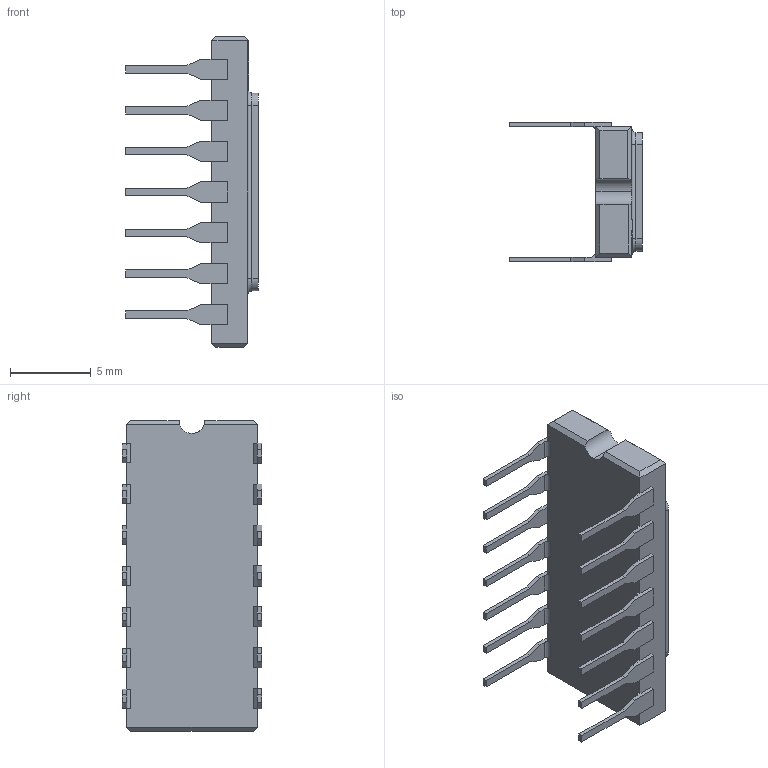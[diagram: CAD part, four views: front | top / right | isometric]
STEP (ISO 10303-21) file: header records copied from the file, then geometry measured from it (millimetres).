
FILE_DESCRIPTION (( 'STEP AP203' ), '1' );
FILE_NAME ('D100750G-STEP Rev B.STEP', '2021-11-11T13:55:43', ( '' ), ( '' ), 'SwSTEP 2.0', 'SolidWorks 2018', '' );
FILE_SCHEMA (( 'CONFIG_CONTROL_DESIGN' ));
Length unit declared in the file: inch
Products named in the file (1): D100750G-STEP Rev B
Bounding box: 8.26 x 8.64 x 19.3 mm (x, y, z)
Volume: 423.9 mm3; surface area: 599.4 mm2
Topology: 1 solids, 1 shells, 402 faces, 1105 edges, 731 vertices
Faces by surface type: plane 301, bspline 68, cylinder 29, torus 4
Entity records: 16824 total; most frequent: CARTESIAN_POINT 6935, ORIENTED_EDGE 2210, DIRECTION 1699, EDGE_CURVE 1105, LINE 901, VECTOR 901, VERTEX_POINT 731, EDGE_LOOP 428
